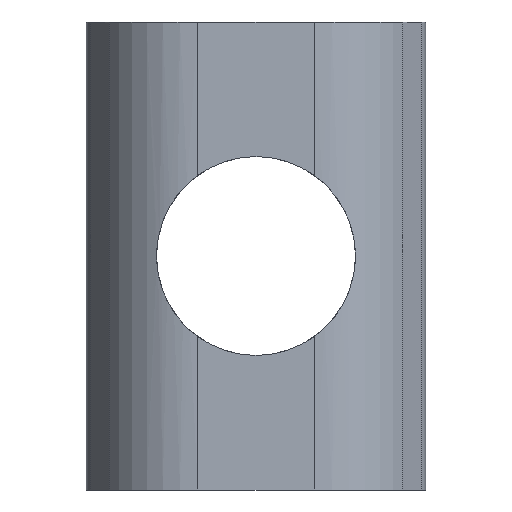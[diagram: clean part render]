
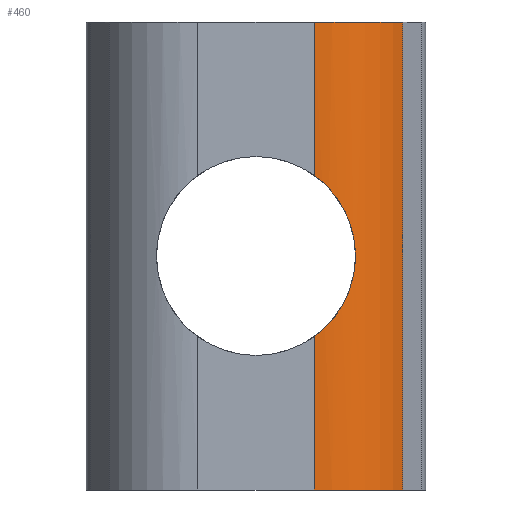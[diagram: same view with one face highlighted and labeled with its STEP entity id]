
A CAD part, front view. The second image highlights one B-rep face of the part: STEP entity #460.
In plain terms, the highlighted cylindrical face has radius 3.5 mm (diameter 7 mm), a partial arc.
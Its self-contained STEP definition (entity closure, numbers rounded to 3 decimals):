
#14 = AXIS2_PLACEMENT_3D ( 'NONE', #1455, #689, #552 ) ;
#56 = DIRECTION ( 'NONE',  ( 0., 0., -1. ) ) ;
#77 = VERTEX_POINT ( 'NONE', #457 ) ;
#84 = CARTESIAN_POINT ( 'NONE',  ( 3.087, -4.424, -1.432 ) ) ;
#91 = CARTESIAN_POINT ( 'NONE',  ( 2.757, -4.519, 2.007 ) ) ;
#113 = LINE ( 'NONE', #358, #1437 ) ;
#140 = CARTESIAN_POINT ( 'NONE',  ( 1.989, -4.6, -8. ) ) ;
#151 = ORIENTED_EDGE ( 'NONE', *, *, #612, .F. ) ;
#205 = CARTESIAN_POINT ( 'NONE',  ( 3.234, -4.372, -1.059 ) ) ;
#214 = CARTESIAN_POINT ( 'NONE',  ( 2.21, -4.6, 2.598 ) ) ;
#282 = VERTEX_POINT ( 'NONE', #140 ) ;
#335 = CARTESIAN_POINT ( 'NONE',  ( 3.368, -4.318, -0.539 ) ) ;
#358 = CARTESIAN_POINT ( 'NONE',  ( 1.989, -4.6, 8. ) ) ;
#456 = CARTESIAN_POINT ( 'NONE',  ( 2.21, -4.6, -2.598 ) ) ;
#457 = CARTESIAN_POINT ( 'NONE',  ( 1.989, -4.6, -2.757 ) ) ;
#460 = ADVANCED_FACE ( 'NONE', ( #1577 ), #504, .T. ) ;
#461 = CARTESIAN_POINT ( 'NONE',  ( 3.4, -4.303, 0.131 ) ) ;
#495 = EDGE_CURVE ( 'NONE', #900, #1237, #1037, .T. ) ;
#504 = CYLINDRICAL_SURFACE ( 'NONE', #14, 3.5 ) ;
#516 = CARTESIAN_POINT ( 'NONE',  ( 5.021, -2.85, 8. ) ) ;
#532 = CARTESIAN_POINT ( 'NONE',  ( 1.989, -4.6, 2.757 ) ) ;
#538 = CARTESIAN_POINT ( 'NONE',  ( 1.989, -1.1, 8. ) ) ;
#552 = DIRECTION ( 'NONE',  ( -1., 0., 0. ) ) ;
#580 = CARTESIAN_POINT ( 'NONE',  ( 5.021, -2.85, 8. ) ) ;
#597 = CARTESIAN_POINT ( 'NONE',  ( 3.36, -4.32, 0.534 ) ) ;
#612 = EDGE_CURVE ( 'NONE', #77, #900, #1082, .T. ) ;
#676 = DIRECTION ( 'NONE',  ( 1., 0., 0. ) ) ;
#680 = ORIENTED_EDGE ( 'NONE', *, *, #1460, .F. ) ;
#689 = DIRECTION ( 'NONE',  ( 0., 0., -1. ) ) ;
#727 = CARTESIAN_POINT ( 'NONE',  ( 2.407, -4.58, -2.417 ) ) ;
#731 = CARTESIAN_POINT ( 'NONE',  ( 3.243, -4.369, 1.056 ) ) ;
#817 = CARTESIAN_POINT ( 'NONE',  ( 1.989, -1.1, -8. ) ) ;
#838 = CARTESIAN_POINT ( 'NONE',  ( 2.905, -4.48, -1.786 ) ) ;
#848 = CARTESIAN_POINT ( 'NONE',  ( 2.906, -4.48, 1.784 ) ) ;
#900 = VERTEX_POINT ( 'NONE', #532 ) ;
#909 = ORIENTED_EDGE ( 'NONE', *, *, #495, .F. ) ;
#914 = EDGE_CURVE ( 'NONE', #1237, #1600, #1072, .T. ) ;
#921 = VECTOR ( 'NONE', #1290, 1000. ) ;
#942 = DIRECTION ( 'NONE',  ( 1., 0., 0. ) ) ;
#945 = CARTESIAN_POINT ( 'NONE',  ( 1.989, -4.6, 8. ) ) ;
#977 = CARTESIAN_POINT ( 'NONE',  ( 3.14, -4.406, -1.31 ) ) ;
#981 = CARTESIAN_POINT ( 'NONE',  ( 2.407, -4.58, 2.416 ) ) ;
#990 = VECTOR ( 'NONE', #1339, 1000. ) ;
#996 = ORIENTED_EDGE ( 'NONE', *, *, #1122, .F. ) ;
#1037 = LINE ( 'NONE', #945, #990 ) ;
#1072 = CIRCLE ( 'NONE', #1613, 3.5 ) ;
#1082 = B_SPLINE_CURVE_WITH_KNOTS ( 'NONE', 3,
 ( #1360, #456, #727, #1625, #838, #84, #977, #205, #1105, #335, #1232, #461, #1368, #597, #1490, #731, #1632, #848, #91, #981, #214, #1110 ),
 .UNSPECIFIED., .F., .F.,
 ( 4, 2, 2, 2, 2, 2, 2, 2, 2, 2, 4 ),
 ( 0., 0.001, 0.002, 0.002, 0.002, 0.003, 0.004, 0.004, 0.005, 0.006, 0.006 ),
 .UNSPECIFIED. ) ;
#1091 = CIRCLE ( 'NONE', #1668, 3.5 ) ;
#1096 = EDGE_LOOP ( 'NONE', ( #151, #996, #680, #1285, #1433, #909 ) ) ;
#1105 = CARTESIAN_POINT ( 'NONE',  ( 3.273, -4.356, -0.929 ) ) ;
#1110 = CARTESIAN_POINT ( 'NONE',  ( 1.989, -4.6, 2.757 ) ) ;
#1122 = EDGE_CURVE ( 'NONE', #282, #77, #113, .T. ) ;
#1215 = CARTESIAN_POINT ( 'NONE',  ( 5.021, -2.85, -8. ) ) ;
#1232 = CARTESIAN_POINT ( 'NONE',  ( 3.4, -4.303, -0.274 ) ) ;
#1237 = VERTEX_POINT ( 'NONE', #1286 ) ;
#1247 = DIRECTION ( 'NONE',  ( 0., 0., 1. ) ) ;
#1262 = EDGE_CURVE ( 'NONE', #1600, #1562, #1311, .T. ) ;
#1285 = ORIENTED_EDGE ( 'NONE', *, *, #1262, .F. ) ;
#1286 = CARTESIAN_POINT ( 'NONE',  ( 1.989, -4.6, 8. ) ) ;
#1290 = DIRECTION ( 'NONE',  ( 0., 0., -1. ) ) ;
#1311 = LINE ( 'NONE', #516, #921 ) ;
#1339 = DIRECTION ( 'NONE',  ( 0., 0., 1. ) ) ;
#1360 = CARTESIAN_POINT ( 'NONE',  ( 1.989, -4.6, -2.757 ) ) ;
#1368 = CARTESIAN_POINT ( 'NONE',  ( 3.392, -4.307, 0.268 ) ) ;
#1433 = ORIENTED_EDGE ( 'NONE', *, *, #914, .F. ) ;
#1437 = VECTOR ( 'NONE', #1247, 1000. ) ;
#1447 = DIRECTION ( 'NONE',  ( 0., 0., 1. ) ) ;
#1455 = CARTESIAN_POINT ( 'NONE',  ( 1.989, -1.1, 8. ) ) ;
#1460 = EDGE_CURVE ( 'NONE', #1562, #282, #1091, .T. ) ;
#1490 = CARTESIAN_POINT ( 'NONE',  ( 3.337, -4.33, 0.666 ) ) ;
#1562 = VERTEX_POINT ( 'NONE', #1215 ) ;
#1577 = FACE_OUTER_BOUND ( 'NONE', #1096, .T. ) ;
#1600 = VERTEX_POINT ( 'NONE', #580 ) ;
#1613 = AXIS2_PLACEMENT_3D ( 'NONE', #538, #1447, #676 ) ;
#1625 = CARTESIAN_POINT ( 'NONE',  ( 2.754, -4.52, -2.011 ) ) ;
#1632 = CARTESIAN_POINT ( 'NONE',  ( 3.149, -4.405, 1.311 ) ) ;
#1668 = AXIS2_PLACEMENT_3D ( 'NONE', #817, #56, #942 ) ;
